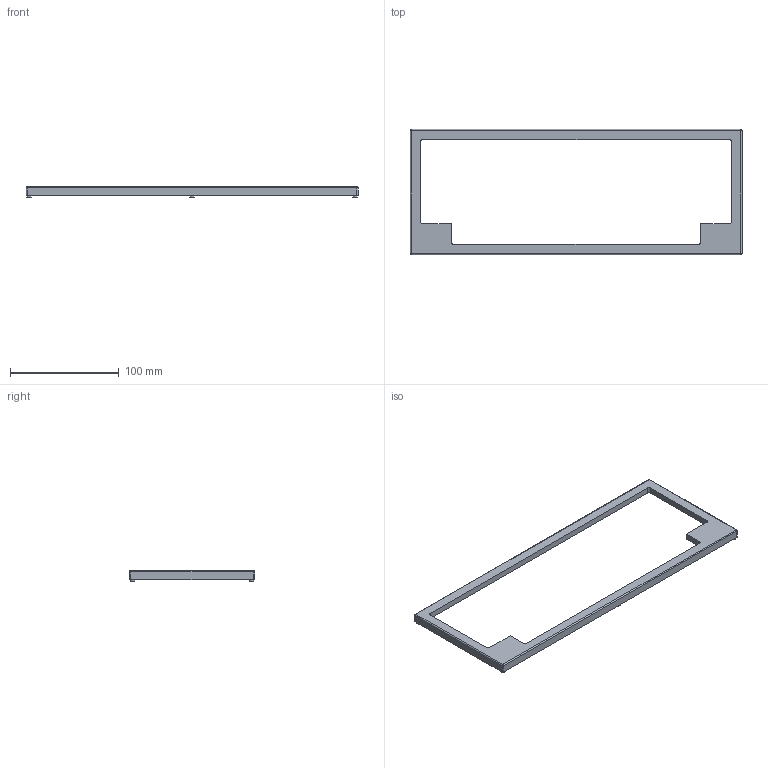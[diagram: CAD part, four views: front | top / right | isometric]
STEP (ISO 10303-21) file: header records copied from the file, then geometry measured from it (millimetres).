
FILE_DESCRIPTION(/* description */ (''),/* implementation_level */ '2;1');
FILE_NAME(/* name */ 'my60v77_top_hhkb.step',/* time_stamp */ '2021-03-01T21:07:31+03:00',/* author */ (''),/* organization */ (''),/* preprocessor_version */ 'ST-DEVELOPER v18.1',/* originating_system */ 'Autodesk Translation Framework v9.7.1.1290',/* authorisation */ '');
FILE_SCHEMA (('AUTOMOTIVE_DESIGN { 1 0 10303 214 3 1 1 }'));
Length unit declared in the file: millimetre
Products named in the file (1): my60
Bounding box: 305.75 x 115.25 x 9.6 mm (x, y, z)
Volume: 57819.6 mm3; surface area: 30676.2 mm2
Topology: 1 solids, 1 shells, 84 faces, 210 edges, 136 vertices
Faces by surface type: cylinder 42, plane 38, sphere 4
Full cylindrical faces by diameter (mm): 1.623 x6, 4 x6
Entity records: 2581 total; most frequent: DIRECTION 476, CARTESIAN_POINT 431, ORIENTED_EDGE 420, EDGE_CURVE 210, AXIS2_PLACEMENT_3D 181, VERTEX_POINT 136, LINE 114, VECTOR 114
